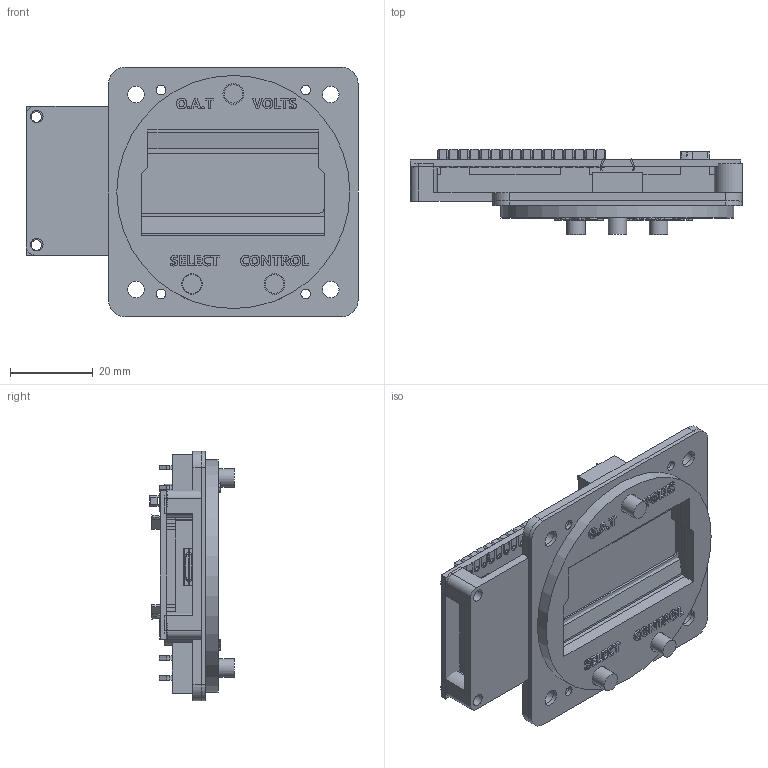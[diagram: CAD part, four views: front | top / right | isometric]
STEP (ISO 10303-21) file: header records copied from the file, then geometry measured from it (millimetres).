
FILE_DESCRIPTION(/* description */ (''),/* implementation_level */ '2;1');
FILE_NAME(/* name */ 'DAVTRON M803 Style OAT Clock v9.step',/* time_stamp */ '2024-01-01T19:18:06-07:00',/* author */ (''),/* organization */ (''),/* preprocessor_version */ 'ST-DEVELOPER v20',/* originating_system */ 'Autodesk Translation Framework v12.14.0.127',/* authorisation */ '');
FILE_SCHEMA (('AUTOMOTIVE_DESIGN { 1 0 10303 214 3 1 1 }'));
Products named in the file (13): DAVTRON M803 Style OAT Clock; Faceplate Bezel; Backing Piece; Electronics; Tactile Switch 6mmx6mmx7mm; LCD v3; LCD_PCB; metal_casing; LCDbacklight; LCD; conductors; 1x8 Male Pin Header; Button
Assembly tree (18 placements, depth 3):
  DAVTRON M803 Style OAT Clock
    Faceplate Bezel
    Backing Piece
    Electronics
      Tactile Switch 6mmx6mmx7mm  x3
    Button  x3
    LCD v3
      LCD_PCB
      metal_casing
      LCDbacklight
      LCD
      conductors  x2
      1x8 Male Pin Header  x2
Bounding box: 80.32 x 20.5 x 60.33 mm (x, y, z)
Volume: 30798.2 mm3; surface area: 44520.1 mm2
Topology: 19 solids, 79 shells, 7162 faces, 20679 edges, 13734 vertices
Faces by surface type: plane 6580, bspline 353, cylinder 205, torus 21, cone 3
Full cylindrical faces by diameter (mm): 0.848 x12, 1 x16, 2.3 x8, 2.5 x4, 3 x4, 4 x8, 4.5 x3, 5 x11, 7 x3, 8 x2, 56.388 x1
Entity records: 219179 total; most frequent: CARTESIAN_POINT 43598, ORIENTED_EDGE 37738, DIRECTION 31090, EDGE_CURVE 18869, LINE 17950, VECTOR 17950, VERTEX_POINT 12542, EDGE_LOOP 9187
